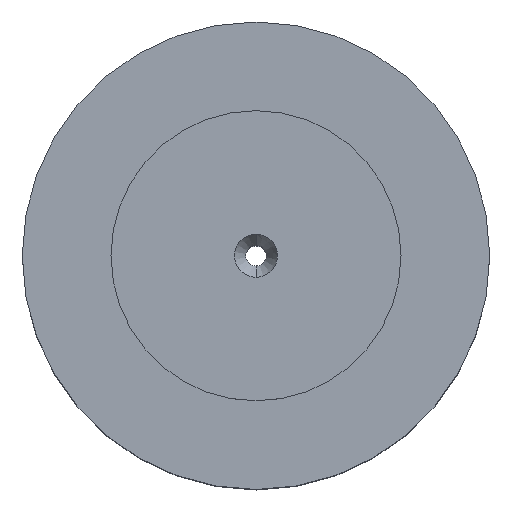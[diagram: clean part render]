
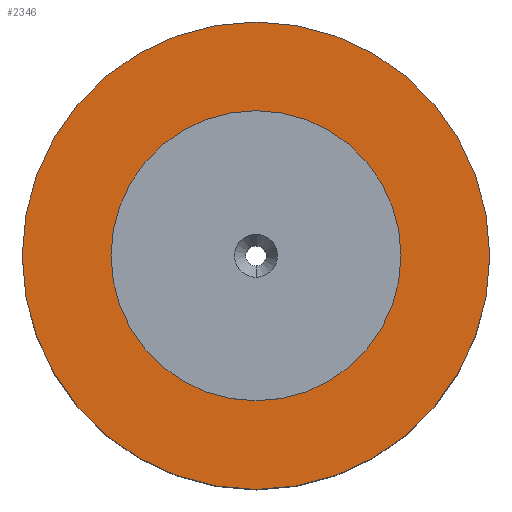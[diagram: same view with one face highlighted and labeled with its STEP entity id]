
A CAD part, top view. The second image highlights one B-rep face of the part: STEP entity #2346.
In plain terms, the highlighted planar face has unit normal (0, 0, 1).
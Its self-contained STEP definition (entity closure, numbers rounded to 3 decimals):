
#53 = AXIS2_PLACEMENT_3D ( 'NONE', #3548, #3549, #3550 ) ;
#297 = CARTESIAN_POINT ( 'NONE',  ( -36.502, 16.925, 17.983 ) ) ;
#301 = PLANE ( 'NONE',  #3837 ) ;
#306 = DIRECTION ( 'NONE',  ( 0., 0., 1. ) ) ;
#307 = DIRECTION ( 'NONE',  ( 1., 0., 0. ) ) ;
#394 = CARTESIAN_POINT ( 'NONE',  ( -43.637, 16.925, 17.983 ) ) ;
#402 = CARTESIAN_POINT ( 'NONE',  ( -29.367, 16.925, 17.983 ) ) ;
#479 = EDGE_LOOP ( 'NONE', ( #1777, #1776 ) ) ;
#482 = VERTEX_POINT ( 'NONE', #3230 ) ;
#665 = FACE_OUTER_BOUND ( 'NONE', #1741, .T. ) ;
#668 = FACE_BOUND ( 'NONE', #479, .T. ) ;
#1512 = EDGE_CURVE ( 'NONE', #482, #2218, #2469, .T. ) ;
#1518 = EDGE_CURVE ( 'NONE', #2218, #482, #2479, .T. ) ;
#1519 = EDGE_CURVE ( 'NONE', #3000, #2992, #2480, .T. ) ;
#1520 = EDGE_CURVE ( 'NONE', #2992, #3000, #2478, .T. ) ;
#1568 = CARTESIAN_POINT ( 'NONE',  ( -36.502, 16.925, 17.983 ) ) ;
#1569 = DIRECTION ( 'NONE',  ( 0., 0., 1. ) ) ;
#1570 = DIRECTION ( 'NONE',  ( 1., 0., 0. ) ) ;
#1572 = CARTESIAN_POINT ( 'NONE',  ( -36.502, 16.925, 17.983 ) ) ;
#1573 = DIRECTION ( 'NONE',  ( 0., 0., 1. ) ) ;
#1574 = DIRECTION ( 'NONE',  ( 1., 0., 0. ) ) ;
#1576 = CARTESIAN_POINT ( 'NONE',  ( -36.502, 16.925, 17.983 ) ) ;
#1577 = DIRECTION ( 'NONE',  ( 0., 0., 1. ) ) ;
#1578 = DIRECTION ( 'NONE',  ( 1., 0., 0. ) ) ;
#1613 = AXIS2_PLACEMENT_3D ( 'NONE', #1568, #1569, #1570 ) ;
#1614 = AXIS2_PLACEMENT_3D ( 'NONE', #1572, #1573, #1574 ) ;
#1615 = AXIS2_PLACEMENT_3D ( 'NONE', #1576, #1577, #1578 ) ;
#1741 = EDGE_LOOP ( 'NONE', ( #1783, #1780 ) ) ;
#1776 = ORIENTED_EDGE ( 'NONE', *, *, #1520, .F. ) ;
#1777 = ORIENTED_EDGE ( 'NONE', *, *, #1519, .F. ) ;
#1780 = ORIENTED_EDGE ( 'NONE', *, *, #1512, .T. ) ;
#1783 = ORIENTED_EDGE ( 'NONE', *, *, #1518, .T. ) ;
#2218 = VERTEX_POINT ( 'NONE', #3072 ) ;
#2346 = ADVANCED_FACE ( 'NONE', ( #665, #668 ), #301, .T. ) ;
#2469 = CIRCLE ( 'NONE', #53, 11.5 ) ;
#2478 = CIRCLE ( 'NONE', #1615, 7.135 ) ;
#2479 = CIRCLE ( 'NONE', #1613, 11.5 ) ;
#2480 = CIRCLE ( 'NONE', #1614, 7.135 ) ;
#2992 = VERTEX_POINT ( 'NONE', #394 ) ;
#3000 = VERTEX_POINT ( 'NONE', #402 ) ;
#3072 = CARTESIAN_POINT ( 'NONE',  ( -48.002, 16.925, 17.983 ) ) ;
#3230 = CARTESIAN_POINT ( 'NONE',  ( -25.002, 16.925, 17.983 ) ) ;
#3548 = CARTESIAN_POINT ( 'NONE',  ( -36.502, 16.925, 17.983 ) ) ;
#3549 = DIRECTION ( 'NONE',  ( 0., 0., 1. ) ) ;
#3550 = DIRECTION ( 'NONE',  ( 1., 0., 0. ) ) ;
#3837 = AXIS2_PLACEMENT_3D ( 'NONE', #297, #306, #307 ) ;
